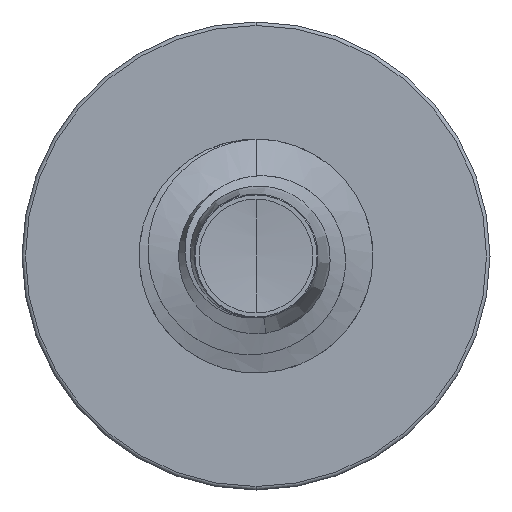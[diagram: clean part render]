
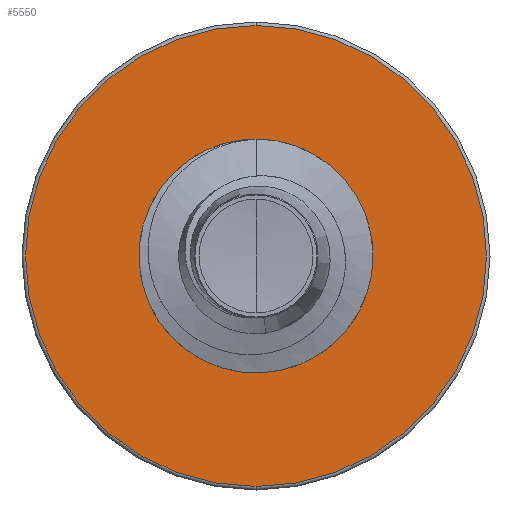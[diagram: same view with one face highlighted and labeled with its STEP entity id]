
A CAD part, front view. The second image highlights one B-rep face of the part: STEP entity #5550.
In plain terms, the highlighted planar face has unit normal (0, -1, 0).
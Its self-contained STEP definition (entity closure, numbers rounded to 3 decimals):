
#744 = CARTESIAN_POINT ( 'NONE',  ( 0., 9., 0. ) ) ;
#783 = VERTEX_POINT ( 'NONE', #5861 ) ;
#1167 = ORIENTED_EDGE ( 'NONE', *, *, #7081, .F. ) ;
#1275 = CIRCLE ( 'NONE', #8375, 3.694 ) ;
#1333 = CARTESIAN_POINT ( 'NONE',  ( 0., 9., 0. ) ) ;
#1551 = DIRECTION ( 'NONE',  ( 0., 0., 1. ) ) ;
#1857 = AXIS2_PLACEMENT_3D ( 'NONE', #1909, #7442, #2686 ) ;
#1909 = CARTESIAN_POINT ( 'NONE',  ( 0., 9., 0. ) ) ;
#2133 = DIRECTION ( 'NONE',  ( 0., 0., 1. ) ) ;
#2617 = CARTESIAN_POINT ( 'NONE',  ( 0., 9., -3.694 ) ) ;
#2686 = DIRECTION ( 'NONE',  ( 0., 0., 1. ) ) ;
#2759 = CARTESIAN_POINT ( 'NONE',  ( 0., 9., 0. ) ) ;
#3446 = AXIS2_PLACEMENT_3D ( 'NONE', #744, #6311, #1551 ) ;
#3558 = DIRECTION ( 'NONE',  ( 0., 0., 1. ) ) ;
#3747 = CIRCLE ( 'NONE', #1857, 7.88 ) ;
#4207 = DIRECTION ( 'NONE',  ( 0., 0., 1. ) ) ;
#4500 = VERTEX_POINT ( 'NONE', #5609 ) ;
#4710 = AXIS2_PLACEMENT_3D ( 'NONE', #1333, #6887, #2133 ) ;
#5126 = EDGE_CURVE ( 'NONE', #4500, #7684, #3747, .T. ) ;
#5502 = EDGE_LOOP ( 'NONE', ( #7728, #5875 ) ) ;
#5550 = ADVANCED_FACE ( 'NONE', ( #6738, #8752 ), #6513, .F. ) ;
#5609 = CARTESIAN_POINT ( 'NONE',  ( 0., 9., -7.88 ) ) ;
#5861 = CARTESIAN_POINT ( 'NONE',  ( 0., 9., -3.694 ) ) ;
#5875 = ORIENTED_EDGE ( 'NONE', *, *, #6742, .T. ) ;
#6311 = DIRECTION ( 'NONE',  ( 0., 1., 0. ) ) ;
#6318 = EDGE_CURVE ( 'NONE', #7845, #783, #6524, .T. ) ;
#6482 = CIRCLE ( 'NONE', #3446, 7.88 ) ;
#6513 = PLANE ( 'NONE',  #9541 ) ;
#6524 = CIRCLE ( 'NONE', #4710, 3.694 ) ;
#6738 = FACE_OUTER_BOUND ( 'NONE', #9726, .T. ) ;
#6742 = EDGE_CURVE ( 'NONE', #783, #7845, #1275, .T. ) ;
#6837 = CARTESIAN_POINT ( 'NONE',  ( 0., 9., 7.88 ) ) ;
#6887 = DIRECTION ( 'NONE',  ( 0., 1., 0. ) ) ;
#7081 = EDGE_CURVE ( 'NONE', #7684, #4500, #6482, .T. ) ;
#7237 = CARTESIAN_POINT ( 'NONE',  ( 0., 9., 3.694 ) ) ;
#7442 = DIRECTION ( 'NONE',  ( 0., 1., 0. ) ) ;
#7684 = VERTEX_POINT ( 'NONE', #6837 ) ;
#7728 = ORIENTED_EDGE ( 'NONE', *, *, #6318, .T. ) ;
#7845 = VERTEX_POINT ( 'NONE', #7237 ) ;
#8261 = DIRECTION ( 'NONE',  ( 0., 1., 0. ) ) ;
#8375 = AXIS2_PLACEMENT_3D ( 'NONE', #2759, #8261, #3558 ) ;
#8752 = FACE_BOUND ( 'NONE', #5502, .T. ) ;
#8879 = DIRECTION ( 'NONE',  ( 0., 1., 0. ) ) ;
#9466 = ORIENTED_EDGE ( 'NONE', *, *, #5126, .F. ) ;
#9541 = AXIS2_PLACEMENT_3D ( 'NONE', #2617, #8879, #4207 ) ;
#9726 = EDGE_LOOP ( 'NONE', ( #1167, #9466 ) ) ;
